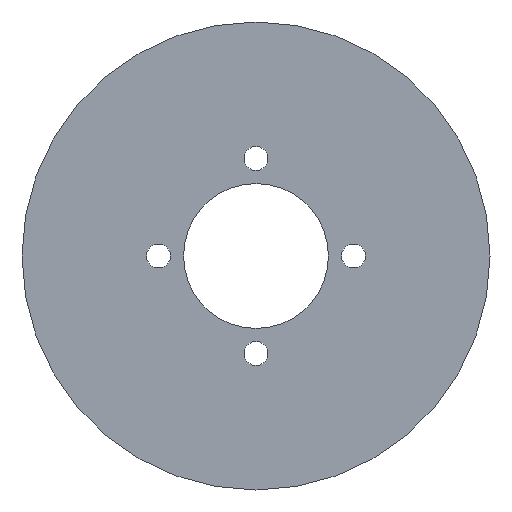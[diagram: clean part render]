
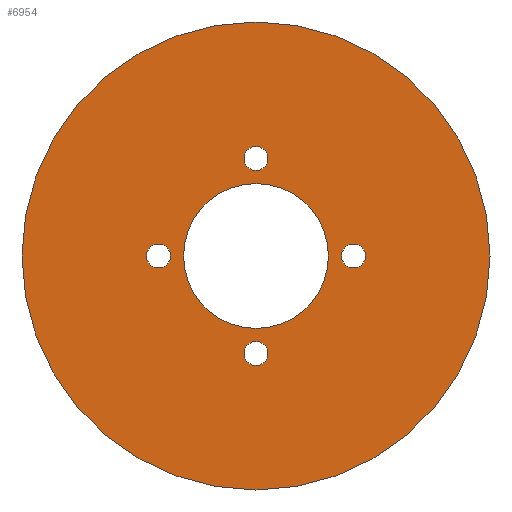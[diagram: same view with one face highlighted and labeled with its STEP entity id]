
A CAD part, front view. The second image highlights one B-rep face of the part: STEP entity #6954.
In plain terms, the highlighted planar face has unit normal (0, -1, 0).
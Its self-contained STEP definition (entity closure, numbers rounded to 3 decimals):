
#1527=FACE_BOUND('',#2061,.T.);
#1528=FACE_BOUND('',#2062,.T.);
#1529=FACE_BOUND('',#2063,.T.);
#1530=FACE_BOUND('',#2064,.T.);
#1531=FACE_BOUND('',#2065,.T.);
#1535=PLANE('',#7591);
#1682=FACE_OUTER_BOUND('',#2060,.T.);
#2060=EDGE_LOOP('',(#5136));
#2061=EDGE_LOOP('',(#5137));
#2062=EDGE_LOOP('',(#5138));
#2063=EDGE_LOOP('',(#5139));
#2064=EDGE_LOOP('',(#5140));
#2065=EDGE_LOOP('',(#5141));
#2664=CIRCLE('',#7580,13.);
#2665=CIRCLE('',#7582,2.15);
#2666=CIRCLE('',#7584,2.15);
#2667=CIRCLE('',#7586,2.15);
#2668=CIRCLE('',#7588,2.15);
#2669=CIRCLE('',#7590,42.);
#3265=VERTEX_POINT('',#11243);
#3266=VERTEX_POINT('',#11247);
#3267=VERTEX_POINT('',#11251);
#3268=VERTEX_POINT('',#11255);
#3269=VERTEX_POINT('',#11259);
#3270=VERTEX_POINT('',#11263);
#4003=EDGE_CURVE('',#3265,#3265,#2664,.T.);
#4005=EDGE_CURVE('',#3266,#3266,#2665,.T.);
#4007=EDGE_CURVE('',#3267,#3267,#2666,.T.);
#4009=EDGE_CURVE('',#3268,#3268,#2667,.T.);
#4011=EDGE_CURVE('',#3269,#3269,#2668,.T.);
#4013=EDGE_CURVE('',#3270,#3270,#2669,.T.);
#5136=ORIENTED_EDGE('',*,*,#4013,.T.);
#5137=ORIENTED_EDGE('',*,*,#4011,.T.);
#5138=ORIENTED_EDGE('',*,*,#4009,.T.);
#5139=ORIENTED_EDGE('',*,*,#4007,.T.);
#5140=ORIENTED_EDGE('',*,*,#4005,.T.);
#5141=ORIENTED_EDGE('',*,*,#4003,.T.);
#6954=ADVANCED_FACE('',(#1682,#1527,#1528,#1529,#1530,#1531),#1535,.T.);
#7580=AXIS2_PLACEMENT_3D('',#11244,#8798,#8799);
#7582=AXIS2_PLACEMENT_3D('',#11248,#8803,#8804);
#7584=AXIS2_PLACEMENT_3D('',#11252,#8808,#8809);
#7586=AXIS2_PLACEMENT_3D('',#11256,#8813,#8814);
#7588=AXIS2_PLACEMENT_3D('',#11260,#8818,#8819);
#7590=AXIS2_PLACEMENT_3D('',#11264,#8823,#8824);
#7591=AXIS2_PLACEMENT_3D('',#11266,#8826,#8827);
#8798=DIRECTION('center_axis',(0.,1.,0.));
#8799=DIRECTION('ref_axis',(-1.,0.,0.));
#8803=DIRECTION('center_axis',(0.,1.,0.));
#8804=DIRECTION('ref_axis',(-1.,0.,0.));
#8808=DIRECTION('center_axis',(0.,1.,0.));
#8809=DIRECTION('ref_axis',(-1.,0.,0.));
#8813=DIRECTION('center_axis',(0.,1.,0.));
#8814=DIRECTION('ref_axis',(-1.,0.,0.));
#8818=DIRECTION('center_axis',(0.,1.,0.));
#8819=DIRECTION('ref_axis',(-1.,0.,0.));
#8823=DIRECTION('center_axis',(0.,-1.,0.));
#8824=DIRECTION('ref_axis',(1.,0.,0.));
#8826=DIRECTION('center_axis',(0.,-1.,0.));
#8827=DIRECTION('ref_axis',(0.,0.,-1.));
#11243=CARTESIAN_POINT('',(13.,-1.,0.));
#11244=CARTESIAN_POINT('Origin',(0.,-1.,0.));
#11247=CARTESIAN_POINT('',(2.15,-1.,-17.5));
#11248=CARTESIAN_POINT('Origin',(0.,-1.,-17.5));
#11251=CARTESIAN_POINT('',(19.65,-1.,0.));
#11252=CARTESIAN_POINT('Origin',(17.5,-1.,0.));
#11255=CARTESIAN_POINT('',(2.15,-1.,17.5));
#11256=CARTESIAN_POINT('Origin',(0.,-1.,17.5));
#11259=CARTESIAN_POINT('',(-15.35,-1.,0.));
#11260=CARTESIAN_POINT('Origin',(-17.5,-1.,0.));
#11263=CARTESIAN_POINT('',(-42.,-1.,0.));
#11264=CARTESIAN_POINT('Origin',(0.,-1.,0.));
#11266=CARTESIAN_POINT('Origin',(0.,-1.,0.));
